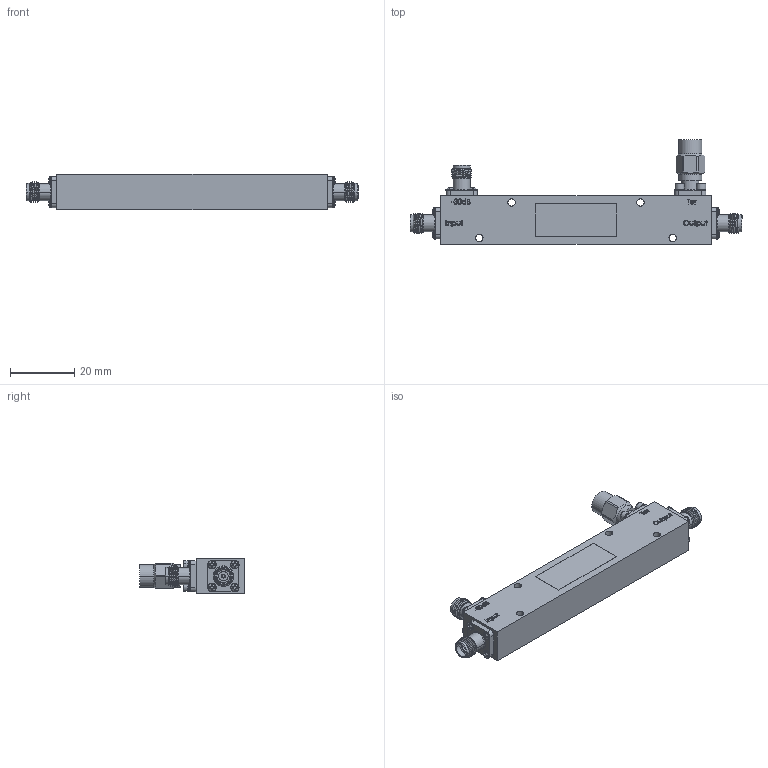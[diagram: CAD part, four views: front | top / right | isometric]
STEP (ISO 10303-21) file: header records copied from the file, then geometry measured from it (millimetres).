
FILE_DESCRIPTION (( 'STEP AP214' ), '1' );
FILE_NAME ('FM2CP1122-30_3D.step', '2025-10-20T15:38:01', ( '' ), ( '' ), 'SwSTEP 2.0', 'SolidWorks 2025', '' );
FILE_SCHEMA (( 'AUTOMOTIVE_DESIGN' ));
Length unit declared in the file: inch
Products named in the file (1): FM2CP1122-30_3D
Bounding box: 103.05 x 32.5 x 11.05 mm (x, y, z)
Volume: 15380.1 mm3; surface area: 7047.3 mm2
Topology: 1 solids, 19 shells, 1073 faces, 2746 edges, 1789 vertices
Faces by surface type: plane 504, cylinder 260, bspline 157, cone 144, torus 8
Entity records: 47269 total; most frequent: CARTESIAN_POINT 23298, ORIENTED_EDGE 5492, DIRECTION 4209, EDGE_CURVE 2746, VERTEX_POINT 1789, AXIS2_PLACEMENT_3D 1483, VECTOR 1243, LINE 1243
